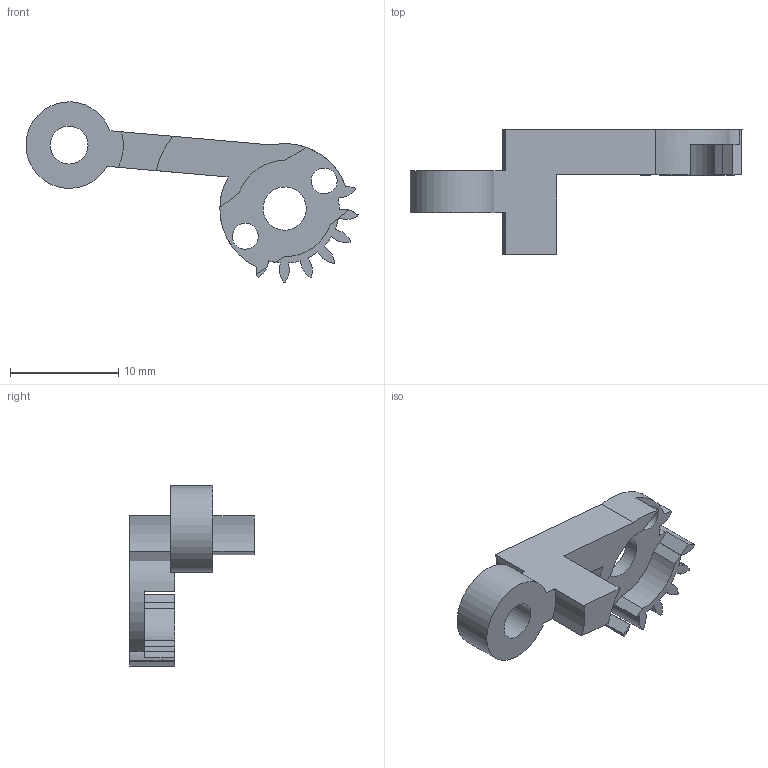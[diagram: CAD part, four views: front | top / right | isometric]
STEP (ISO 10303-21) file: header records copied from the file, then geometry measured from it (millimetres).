
FILE_DESCRIPTION(/* description */ (''),/* implementation_level */ '2;1');
FILE_NAME(/* name */ 'Engranaje1.step',/* time_stamp */ '2024-08-16T11:37:07-05:00',/* author */ (''),/* organization */ (''),/* preprocessor_version */ 'ST-DEVELOPER v20',/* originating_system */ 'Autodesk Translation Framework v13.14.0.145',/* authorisation */ '');
FILE_SCHEMA (('AUTOMOTIVE_DESIGN { 1 0 10303 214 3 1 1 }'));
Length unit declared in the file: millimetre
Products named in the file (1): Engranaje1
Bounding box: 30.69 x 11.54 x 16.67 mm (x, y, z)
Volume: 604.5 mm3; surface area: 935.9 mm2
Topology: 1 solids, 1 shells, 93 faces, 277 edges, 158 vertices
Faces by surface type: plane 53, cylinder 25, bspline 15
Full cylindrical faces by diameter (mm): 2.4 x2, 3.5 x1, 4 x1
Entity records: 3741 total; most frequent: CARTESIAN_POINT 1360, ORIENTED_EDGE 546, DIRECTION 416, EDGE_CURVE 273, VERTEX_POINT 158, LINE 150, VECTOR 150, AXIS2_PLACEMENT_3D 133
